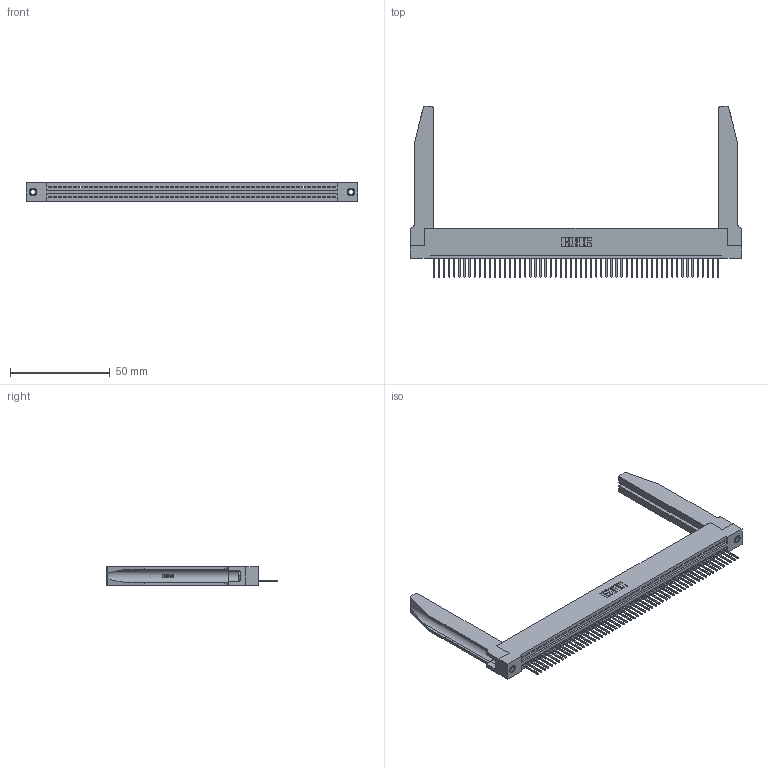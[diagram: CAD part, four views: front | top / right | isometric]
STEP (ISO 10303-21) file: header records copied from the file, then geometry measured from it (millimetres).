
FILE_DESCRIPTION (( 'STEP AP203' ), '1' );
FILE_NAME ('345-057-523-178.STEP', '2019-10-10T13:11:08', ( '' ), ( '' ), 'SwSTEP 2.0', 'SolidWorks 2016', '' );
FILE_SCHEMA (( 'CONFIG_CONTROL_DESIGN' ));
Length unit declared in the file: inch
Products named in the file (5): 345-292-001_345-293-123; 345-220-078_345-220-078; 345 Part_Flush Mounting Lugs - 0.156 Dia-TH; 345-250-001_345-250-001-102; 345-057-523-178
Assembly tree (62 placements, depth 2):
  345-057-523-178
    345 Part_Flush Mounting Lugs - 0.156 Dia-TH
    345-292-001_345-293-123  x57
    345-250-001_345-250-001-102  x2
    345-220-078_345-220-078  x2
Bounding box: 166.01 x 85.78 x 9.4 mm (x, y, z)
Volume: 23639.5 mm3; surface area: 28200.1 mm2
Topology: 62 solids, 62 shells, 3666 faces, 10981 edges, 7234 vertices
Faces by surface type: plane 2502, cylinder 1112, bspline 36, cone 12, torus 4
Entity records: 45638 total; most frequent: CARTESIAN_POINT 8802, ORIENTED_EDGE 7690, DIRECTION 6673, EDGE_CURVE 3845, VECTOR 3391, LINE 3391, VERTEX_POINT 2556, AXIS2_PLACEMENT_3D 1641
